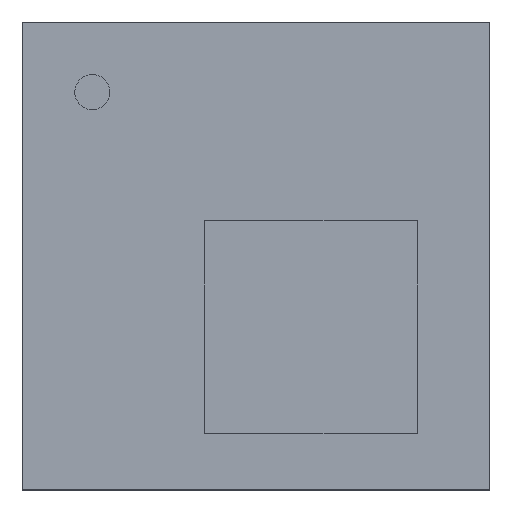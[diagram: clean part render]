
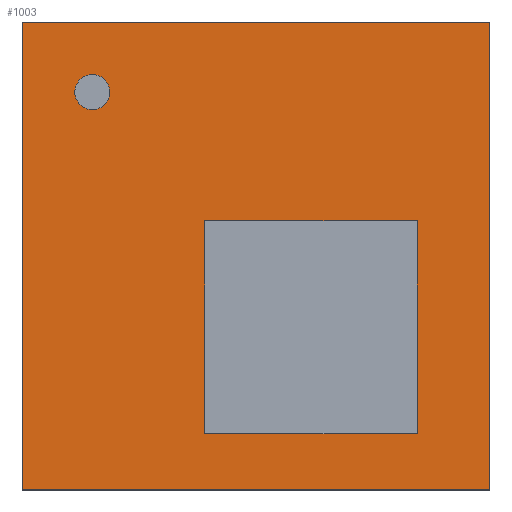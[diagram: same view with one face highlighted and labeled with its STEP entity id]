
A CAD part, top view. The second image highlights one B-rep face of the part: STEP entity #1003.
In plain terms, the highlighted planar face has unit normal (0, 0, 1).
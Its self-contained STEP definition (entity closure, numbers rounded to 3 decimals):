
#130 = VECTOR ( 'NONE', #2475, 1000. ) ;
#156 = EDGE_LOOP ( 'NONE', ( #381 ) ) ;
#208 = ORIENTED_EDGE ( 'NONE', *, *, #4772, .F. ) ;
#258 = DIRECTION ( 'NONE',  ( 0., -1., 0. ) ) ;
#315 = CIRCLE ( 'NONE', #2422, 0.075 ) ;
#380 = EDGE_CURVE ( 'NONE', #2482, #1858, #3076, .T. ) ;
#381 = ORIENTED_EDGE ( 'NONE', *, *, #645, .F. ) ;
#398 = LINE ( 'NONE', #3063, #3091 ) ;
#531 = DIRECTION ( 'NONE',  ( 1., 0., 0. ) ) ;
#619 = VECTOR ( 'NONE', #4769, 1000. ) ;
#645 = EDGE_CURVE ( 'NONE', #4519, #4519, #315, .T. ) ;
#671 = VECTOR ( 'NONE', #2151, 1000. ) ;
#853 = FACE_BOUND ( 'NONE', #1443, .T. ) ;
#931 = ORIENTED_EDGE ( 'NONE', *, *, #4062, .T. ) ;
#990 = CARTESIAN_POINT ( 'NONE',  ( -0.22, 0.15, 0.4 ) ) ;
#1003 = ADVANCED_FACE ( 'NONE', ( #2982, #853, #3578 ), #2539, .T. ) ;
#1044 = CARTESIAN_POINT ( 'NONE',  ( -0.22, 0.15, 0.4 ) ) ;
#1286 = VECTOR ( 'NONE', #258, 1000. ) ;
#1326 = VECTOR ( 'NONE', #1329, 1000. ) ;
#1329 = DIRECTION ( 'NONE',  ( 0., 1., 0. ) ) ;
#1372 = CARTESIAN_POINT ( 'NONE',  ( -0.625, 0.7, 0.4 ) ) ;
#1401 = CARTESIAN_POINT ( 'NONE',  ( -1., 1., 0.4 ) ) ;
#1410 = EDGE_CURVE ( 'NONE', #3116, #2482, #5122, .T. ) ;
#1441 = VECTOR ( 'NONE', #4332, 1000. ) ;
#1443 = EDGE_LOOP ( 'NONE', ( #2837, #208, #2619, #3643 ) ) ;
#1525 = VECTOR ( 'NONE', #4998, 1000. ) ;
#1532 = VERTEX_POINT ( 'NONE', #2701 ) ;
#1544 = VERTEX_POINT ( 'NONE', #3463 ) ;
#1588 = CARTESIAN_POINT ( 'NONE',  ( -0.7, 0.7, 0.4 ) ) ;
#1639 = DIRECTION ( 'NONE',  ( 1., 0., 0. ) ) ;
#1652 = LINE ( 'NONE', #1401, #1525 ) ;
#1735 = EDGE_CURVE ( 'NONE', #4919, #2251, #5066, .T. ) ;
#1744 = CARTESIAN_POINT ( 'NONE',  ( 0.69, 0.15, 0.4 ) ) ;
#1858 = VERTEX_POINT ( 'NONE', #990 ) ;
#1879 = CARTESIAN_POINT ( 'NONE',  ( 1., 1., 0.4 ) ) ;
#2002 = ORIENTED_EDGE ( 'NONE', *, *, #2133, .T. ) ;
#2133 = EDGE_CURVE ( 'NONE', #2611, #1544, #1652, .T. ) ;
#2151 = DIRECTION ( 'NONE',  ( 0., 1., 0. ) ) ;
#2192 = CARTESIAN_POINT ( 'NONE',  ( 1., -1., 0.4 ) ) ;
#2251 = VERTEX_POINT ( 'NONE', #1879 ) ;
#2292 = CARTESIAN_POINT ( 'NONE',  ( 1., 1., 0.4 ) ) ;
#2422 = AXIS2_PLACEMENT_3D ( 'NONE', #1588, #2805, #1639 ) ;
#2461 = EDGE_LOOP ( 'NONE', ( #4306, #4917, #931, #2002 ) ) ;
#2475 = DIRECTION ( 'NONE',  ( -1., 0., 0. ) ) ;
#2482 = VERTEX_POINT ( 'NONE', #4587 ) ;
#2498 = EDGE_CURVE ( 'NONE', #1858, #1532, #3838, .T. ) ;
#2539 = PLANE ( 'NONE',  #3024 ) ;
#2611 = VERTEX_POINT ( 'NONE', #3672 ) ;
#2619 = ORIENTED_EDGE ( 'NONE', *, *, #2498, .F. ) ;
#2701 = CARTESIAN_POINT ( 'NONE',  ( -0.22, -0.76, 0.4 ) ) ;
#2805 = DIRECTION ( 'NONE',  ( 0., 0., 1. ) ) ;
#2837 = ORIENTED_EDGE ( 'NONE', *, *, #1410, .F. ) ;
#2926 = CARTESIAN_POINT ( 'NONE',  ( 0., 0., 0.4 ) ) ;
#2982 = FACE_BOUND ( 'NONE', #156, .T. ) ;
#3024 = AXIS2_PLACEMENT_3D ( 'NONE', #2926, #3665, #531 ) ;
#3063 = CARTESIAN_POINT ( 'NONE',  ( -0.22, -0.76, 0.4 ) ) ;
#3076 = LINE ( 'NONE', #3522, #1441 ) ;
#3091 = VECTOR ( 'NONE', #4248, 1000. ) ;
#3116 = VERTEX_POINT ( 'NONE', #4767 ) ;
#3463 = CARTESIAN_POINT ( 'NONE',  ( -1., -1., 0.4 ) ) ;
#3522 = CARTESIAN_POINT ( 'NONE',  ( -0.22, 0.15, 0.4 ) ) ;
#3525 = LINE ( 'NONE', #4344, #619 ) ;
#3573 = EDGE_CURVE ( 'NONE', #1544, #4919, #3525, .T. ) ;
#3578 = FACE_OUTER_BOUND ( 'NONE', #2461, .T. ) ;
#3643 = ORIENTED_EDGE ( 'NONE', *, *, #380, .F. ) ;
#3665 = DIRECTION ( 'NONE',  ( 0., 0., 1. ) ) ;
#3672 = CARTESIAN_POINT ( 'NONE',  ( -1., 1., 0.4 ) ) ;
#3838 = LINE ( 'NONE', #1044, #1286 ) ;
#3964 = CARTESIAN_POINT ( 'NONE',  ( 1., -1., 0.4 ) ) ;
#4062 = EDGE_CURVE ( 'NONE', #2251, #2611, #4346, .T. ) ;
#4248 = DIRECTION ( 'NONE',  ( 1., 0., 0. ) ) ;
#4306 = ORIENTED_EDGE ( 'NONE', *, *, #3573, .T. ) ;
#4332 = DIRECTION ( 'NONE',  ( -1., 0., 0. ) ) ;
#4344 = CARTESIAN_POINT ( 'NONE',  ( -1., -1., 0.4 ) ) ;
#4346 = LINE ( 'NONE', #2292, #130 ) ;
#4519 = VERTEX_POINT ( 'NONE', #1372 ) ;
#4587 = CARTESIAN_POINT ( 'NONE',  ( 0.69, 0.15, 0.4 ) ) ;
#4767 = CARTESIAN_POINT ( 'NONE',  ( 0.69, -0.76, 0.4 ) ) ;
#4769 = DIRECTION ( 'NONE',  ( 1., 0., 0. ) ) ;
#4772 = EDGE_CURVE ( 'NONE', #1532, #3116, #398, .T. ) ;
#4917 = ORIENTED_EDGE ( 'NONE', *, *, #1735, .T. ) ;
#4919 = VERTEX_POINT ( 'NONE', #3964 ) ;
#4998 = DIRECTION ( 'NONE',  ( 0., -1., 0. ) ) ;
#5066 = LINE ( 'NONE', #2192, #1326 ) ;
#5122 = LINE ( 'NONE', #1744, #671 ) ;
